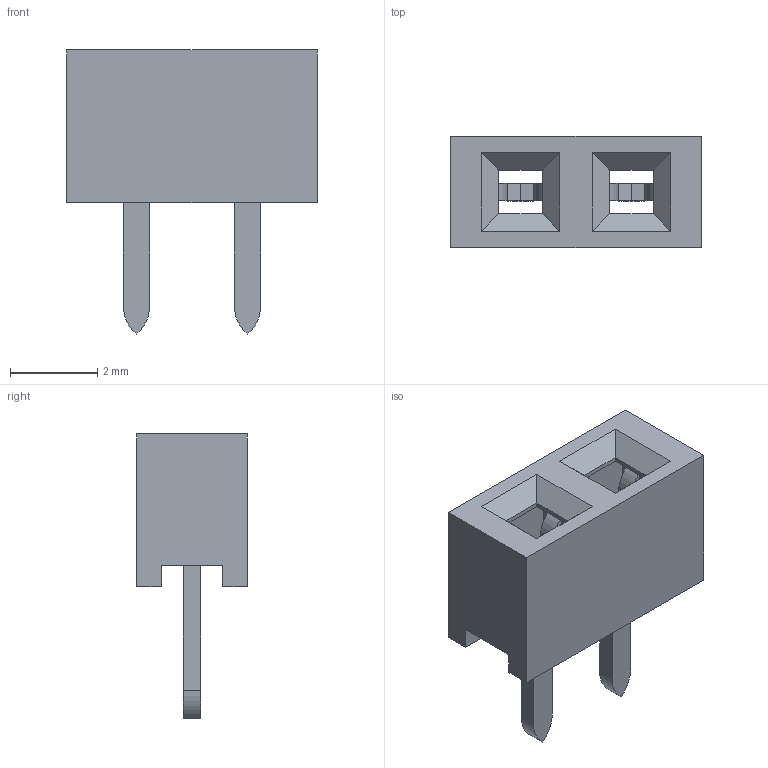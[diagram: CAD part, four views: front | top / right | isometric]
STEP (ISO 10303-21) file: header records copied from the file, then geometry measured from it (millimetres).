
FILE_DESCRIPTION(('FreeCAD Model'),'2;1');
FILE_NAME('1x02_H3.5.step','2016-11-09T02:26:04',('Author'),(''), 'Open CASCADE STEP processor 6.8','FreeCAD','Unknown');
FILE_SCHEMA(('AUTOMOTIVE_DESIGN_CC2 { 1 2 10303 214 -1 1 5 4 }'));
Length unit declared in the file: millimetre
Products named in the file (2): ASSEMBLY; 1x02_H3.5
Assembly tree (1 placements, depth 2):
  ASSEMBLY
    1x02_H3.5
Bounding box: 5.74 x 2.54 x 6.5 mm (x, y, z)
Volume: 35.5 mm3; surface area: 153.1 mm2
Topology: 3 solids, 3 shells, 66 faces, 172 edges, 112 vertices
Faces by surface type: plane 58, cylinder 8
Entity records: 4715 total; most frequent: CARTESIAN_POINT 774, DIRECTION 630, LINE 454, VECTOR 454, ORIENTED_EDGE 344, PCURVE 344, DEFINITIONAL_REPRESENTATION 344, EDGE_CURVE 172
